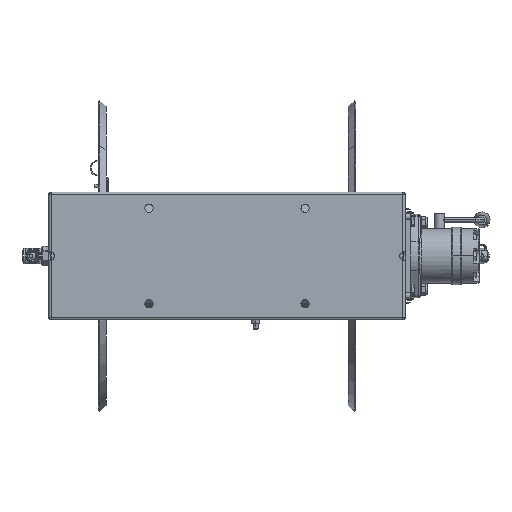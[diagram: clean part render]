
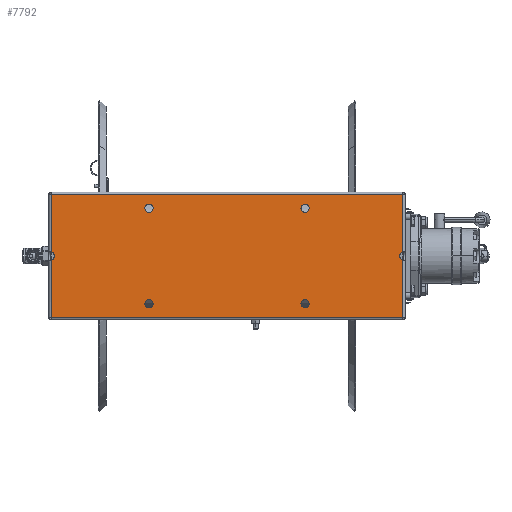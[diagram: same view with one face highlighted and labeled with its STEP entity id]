
A CAD part, front view. The second image highlights one B-rep face of the part: STEP entity #7792.
In plain terms, the highlighted planar face has unit normal (0, -1, 0).
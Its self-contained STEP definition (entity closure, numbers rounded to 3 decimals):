
#5731=CARTESIAN_POINT('',(277.469,-293.3,0.));
#5732=DIRECTION('',(0.,1.,0.));
#5733=DIRECTION('',(-0.226,0.,-0.974));
#5734=AXIS2_PLACEMENT_3D('',#5731,#5732,#5733);
#5736=CARTESIAN_POINT('',(-277.469,-293.3,0.));
#5737=DIRECTION('',(0.,1.,0.));
#5738=DIRECTION('',(0.226,0.,0.974));
#5739=AXIS2_PLACEMENT_3D('',#5736,#5737,#5738);
#5741=CARTESIAN_POINT('',(-122.5,-293.3,75.));
#5742=DIRECTION('',(0.,-1.,0.));
#5743=DIRECTION('',(-1.,0.,0.));
#5744=AXIS2_PLACEMENT_3D('',#5741,#5742,#5743);
#5746=CARTESIAN_POINT('',(-122.5,-293.3,75.));
#5747=DIRECTION('',(0.,-1.,0.));
#5748=DIRECTION('',(1.,0.,0.));
#5749=AXIS2_PLACEMENT_3D('',#5746,#5747,#5748);
#5751=CARTESIAN_POINT('',(122.5,-293.3,75.));
#5752=DIRECTION('',(0.,-1.,0.));
#5753=DIRECTION('',(-1.,0.,0.));
#5754=AXIS2_PLACEMENT_3D('',#5751,#5752,#5753);
#5756=CARTESIAN_POINT('',(122.5,-293.3,75.));
#5757=DIRECTION('',(0.,-1.,0.));
#5758=DIRECTION('',(1.,0.,0.));
#5759=AXIS2_PLACEMENT_3D('',#5756,#5757,#5758);
#5761=CARTESIAN_POINT('',(122.5,-293.3,-75.));
#5762=DIRECTION('',(0.,-1.,0.));
#5763=DIRECTION('',(-1.,0.,0.));
#5764=AXIS2_PLACEMENT_3D('',#5761,#5762,#5763);
#5766=CARTESIAN_POINT('',(122.5,-293.3,-75.));
#5767=DIRECTION('',(0.,-1.,0.));
#5768=DIRECTION('',(1.,0.,0.));
#5769=AXIS2_PLACEMENT_3D('',#5766,#5767,#5768);
#5771=CARTESIAN_POINT('',(-122.5,-293.3,-75.));
#5772=DIRECTION('',(0.,-1.,0.));
#5773=DIRECTION('',(-1.,0.,0.));
#5774=AXIS2_PLACEMENT_3D('',#5771,#5772,#5773);
#5776=CARTESIAN_POINT('',(-122.5,-293.3,-75.));
#5777=DIRECTION('',(0.,-1.,0.));
#5778=DIRECTION('',(1.,0.,0.));
#5779=AXIS2_PLACEMENT_3D('',#5776,#5777,#5778);
#6203=DIRECTION('',(0.,0.,1.));
#6204=VECTOR('',#6203,90.067);
#6205=CARTESIAN_POINT('',(-276.,-293.3,6.332));
#6206=LINE('',#6205,#6204);
#6218=DIRECTION('',(0.,0.,1.));
#6219=VECTOR('',#6218,90.067);
#6220=CARTESIAN_POINT('',(-276.,-293.3,-96.399));
#6221=LINE('',#6220,#6219);
#6284=DIRECTION('',(-1.,0.,0.));
#6285=VECTOR('',#6284,552.);
#6286=CARTESIAN_POINT('',(276.,-293.3,96.399));
#6287=LINE('',#6286,#6285);
#6326=CARTESIAN_POINT('',(276.,-293.3,96.399));
#6364=DIRECTION('',(0.,0.,1.));
#6365=VECTOR('',#6364,90.067);
#6366=CARTESIAN_POINT('',(276.,-293.3,6.332));
#6367=LINE('',#6366,#6365);
#6387=DIRECTION('',(0.,0.,1.));
#6388=VECTOR('',#6387,90.067);
#6389=CARTESIAN_POINT('',(276.,-293.3,-96.399));
#6390=LINE('',#6389,#6388);
#6456=DIRECTION('',(-1.,0.,0.));
#6457=VECTOR('',#6456,552.);
#6458=CARTESIAN_POINT('',(276.,-293.3,-96.399));
#6459=LINE('',#6458,#6457);
#7275=CARTESIAN_POINT('',(-276.,-293.3,96.399));
#7277=VERTEX_POINT('',#7275);
#7280=CARTESIAN_POINT('',(-276.,-293.3,-96.399));
#7282=VERTEX_POINT('',#7280);
#7295=VERTEX_POINT('',#6326);
#7308=CARTESIAN_POINT('',(276.,-293.3,-96.399));
#7310=VERTEX_POINT('',#7308);
#7377=CARTESIAN_POINT('',(276.,-293.3,-6.332));
#7378=CARTESIAN_POINT('',(276.,-293.3,6.332));
#7379=VERTEX_POINT('',#7377);
#7380=VERTEX_POINT('',#7378);
#7381=CARTESIAN_POINT('',(-276.,-293.3,6.332));
#7382=CARTESIAN_POINT('',(-276.,-293.3,-6.332));
#7383=VERTEX_POINT('',#7381);
#7384=VERTEX_POINT('',#7382);
#7409=CARTESIAN_POINT('',(-129.,-293.3,75.));
#7410=CARTESIAN_POINT('',(-116.,-293.3,75.));
#7411=VERTEX_POINT('',#7409);
#7412=VERTEX_POINT('',#7410);
#7413=CARTESIAN_POINT('',(116.,-293.3,75.));
#7414=CARTESIAN_POINT('',(129.,-293.3,75.));
#7415=VERTEX_POINT('',#7413);
#7416=VERTEX_POINT('',#7414);
#7417=CARTESIAN_POINT('',(116.,-293.3,-75.));
#7418=CARTESIAN_POINT('',(129.,-293.3,-75.));
#7419=VERTEX_POINT('',#7417);
#7420=VERTEX_POINT('',#7418);
#7421=CARTESIAN_POINT('',(-129.,-293.3,-75.));
#7422=CARTESIAN_POINT('',(-116.,-293.3,-75.));
#7423=VERTEX_POINT('',#7421);
#7424=VERTEX_POINT('',#7422);
#7745=CARTESIAN_POINT('',(280.,-293.3,-101.));
#7746=DIRECTION('',(0.,-1.,0.));
#7747=DIRECTION('',(0.,0.,1.));
#7748=AXIS2_PLACEMENT_3D('',#7745,#7746,#7747);
#7749=PLANE('',#7748);
#7751=ORIENTED_EDGE('',*,*,#7750,.F.);
#7753=ORIENTED_EDGE('',*,*,#7752,.F.);
#7755=ORIENTED_EDGE('',*,*,#7754,.T.);
#7757=ORIENTED_EDGE('',*,*,#7756,.T.);
#7759=ORIENTED_EDGE('',*,*,#7758,.F.);
#7761=ORIENTED_EDGE('',*,*,#7760,.T.);
#7763=ORIENTED_EDGE('',*,*,#7762,.F.);
#7765=ORIENTED_EDGE('',*,*,#7764,.F.);
#7766=EDGE_LOOP('',(#7751,#7753,#7755,#7757,#7759,#7761,#7763,#7765));
#7767=FACE_OUTER_BOUND('',#7766,.F.);
#7769=ORIENTED_EDGE('',*,*,#7768,.T.);
#7771=ORIENTED_EDGE('',*,*,#7770,.T.);
#7772=EDGE_LOOP('',(#7769,#7771));
#7773=FACE_BOUND('',#7772,.F.);
#7775=ORIENTED_EDGE('',*,*,#7774,.T.);
#7777=ORIENTED_EDGE('',*,*,#7776,.T.);
#7778=EDGE_LOOP('',(#7775,#7777));
#7779=FACE_BOUND('',#7778,.F.);
#7781=ORIENTED_EDGE('',*,*,#7780,.T.);
#7783=ORIENTED_EDGE('',*,*,#7782,.T.);
#7784=EDGE_LOOP('',(#7781,#7783));
#7785=FACE_BOUND('',#7784,.F.);
#7787=ORIENTED_EDGE('',*,*,#7786,.T.);
#7789=ORIENTED_EDGE('',*,*,#7788,.T.);
#7790=EDGE_LOOP('',(#7787,#7789));
#7791=FACE_BOUND('',#7790,.F.);
#7792=ADVANCED_FACE('',(#7767,#7773,#7779,#7785,#7791),#7749,.T.);
#5735=CIRCLE('',#5734,6.5);
#5740=CIRCLE('',#5739,6.5);
#5745=CIRCLE('',#5744,6.5);
#5750=CIRCLE('',#5749,6.5);
#5755=CIRCLE('',#5754,6.5);
#5760=CIRCLE('',#5759,6.5);
#5765=CIRCLE('',#5764,6.5);
#5770=CIRCLE('',#5769,6.5);
#5775=CIRCLE('',#5774,6.5);
#5780=CIRCLE('',#5779,6.5);
#7750=EDGE_CURVE('',#7379,#7380,#5735,.T.);
#7752=EDGE_CURVE('',#7310,#7379,#6390,.T.);
#7754=EDGE_CURVE('',#7310,#7282,#6459,.T.);
#7756=EDGE_CURVE('',#7282,#7384,#6221,.T.);
#7758=EDGE_CURVE('',#7383,#7384,#5740,.T.);
#7760=EDGE_CURVE('',#7383,#7277,#6206,.T.);
#7762=EDGE_CURVE('',#7295,#7277,#6287,.T.);
#7764=EDGE_CURVE('',#7380,#7295,#6367,.T.);
#7768=EDGE_CURVE('',#7411,#7412,#5745,.T.);
#7770=EDGE_CURVE('',#7412,#7411,#5750,.T.);
#7774=EDGE_CURVE('',#7415,#7416,#5755,.T.);
#7776=EDGE_CURVE('',#7416,#7415,#5760,.T.);
#7780=EDGE_CURVE('',#7419,#7420,#5765,.T.);
#7782=EDGE_CURVE('',#7420,#7419,#5770,.T.);
#7786=EDGE_CURVE('',#7423,#7424,#5775,.T.);
#7788=EDGE_CURVE('',#7424,#7423,#5780,.T.);
